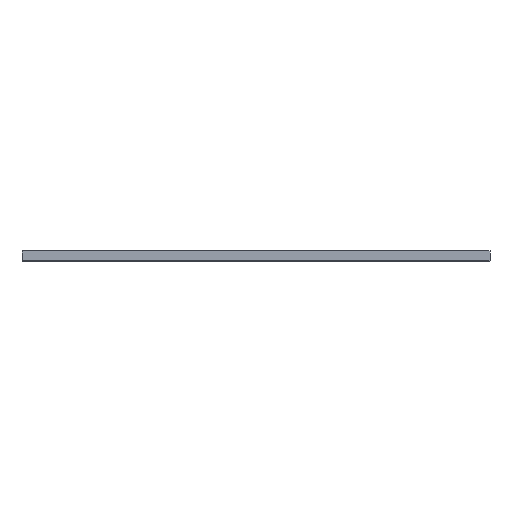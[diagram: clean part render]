
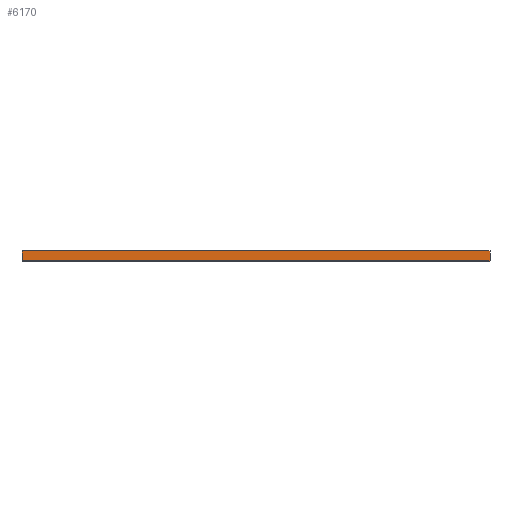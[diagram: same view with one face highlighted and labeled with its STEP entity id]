
A CAD part, top view. The second image highlights one B-rep face of the part: STEP entity #6170.
In plain terms, the highlighted planar face has unit normal (0, 0, 1).
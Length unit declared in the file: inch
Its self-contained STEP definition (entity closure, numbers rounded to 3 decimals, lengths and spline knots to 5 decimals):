
#55 = CARTESIAN_POINT ( 'NONE',  ( 11.8125, 0.5, 6.5 ) ) ;
#174 = VERTEX_POINT ( 'NONE', #7298 ) ;
#238 = ORIENTED_EDGE ( 'NONE', *, *, #12165, .F. ) ;
#479 = VECTOR ( 'NONE', #1454, 39.37008 ) ;
#813 = CARTESIAN_POINT ( 'NONE',  ( -11.8125, 0., 6.5 ) ) ;
#1100 = LINE ( 'NONE', #55, #5584 ) ;
#1438 = AXIS2_PLACEMENT_3D ( 'NONE', #12142, #6912, #9983 ) ;
#1454 = DIRECTION ( 'NONE',  ( 0., -1., 0. ) ) ;
#1799 = EDGE_LOOP ( 'NONE', ( #2285, #238, #10772, #8935 ) ) ;
#2285 = ORIENTED_EDGE ( 'NONE', *, *, #13329, .T. ) ;
#2686 = DIRECTION ( 'NONE',  ( 1., 0., 0. ) ) ;
#3242 = FACE_OUTER_BOUND ( 'NONE', #1799, .T. ) ;
#4945 = CARTESIAN_POINT ( 'NONE',  ( 11.8125, 0., 6.5 ) ) ;
#5582 = VERTEX_POINT ( 'NONE', #12251 ) ;
#5584 = VECTOR ( 'NONE', #8476, 39.37008 ) ;
#5795 = VECTOR ( 'NONE', #2686, 39.37008 ) ;
#6170 = ADVANCED_FACE ( 'NONE', ( #3242 ), #13267, .F. ) ;
#6731 = LINE ( 'NONE', #7832, #12973 ) ;
#6824 = CARTESIAN_POINT ( 'NONE',  ( -11.8125, 0.5, 6.5 ) ) ;
#6912 = DIRECTION ( 'NONE',  ( 0., 0., -1. ) ) ;
#7298 = CARTESIAN_POINT ( 'NONE',  ( -11.8125, 0.5, 6.5 ) ) ;
#7832 = CARTESIAN_POINT ( 'NONE',  ( -11.8125, 0., 6.5 ) ) ;
#7861 = LINE ( 'NONE', #6824, #479 ) ;
#8010 = EDGE_CURVE ( 'NONE', #174, #9731, #7861, .T. ) ;
#8476 = DIRECTION ( 'NONE',  ( 0., -1., 0. ) ) ;
#8885 = CARTESIAN_POINT ( 'NONE',  ( -11.8125, 0.5, 6.5 ) ) ;
#8935 = ORIENTED_EDGE ( 'NONE', *, *, #8010, .T. ) ;
#9408 = VERTEX_POINT ( 'NONE', #4945 ) ;
#9731 = VERTEX_POINT ( 'NONE', #813 ) ;
#9983 = DIRECTION ( 'NONE',  ( -1., 0., 0. ) ) ;
#10772 = ORIENTED_EDGE ( 'NONE', *, *, #11294, .F. ) ;
#11294 = EDGE_CURVE ( 'NONE', #174, #5582, #12371, .T. ) ;
#12084 = DIRECTION ( 'NONE',  ( 1., 0., 0. ) ) ;
#12142 = CARTESIAN_POINT ( 'NONE',  ( -11.8125, 0.5, 6.5 ) ) ;
#12165 = EDGE_CURVE ( 'NONE', #5582, #9408, #1100, .T. ) ;
#12251 = CARTESIAN_POINT ( 'NONE',  ( 11.8125, 0.5, 6.5 ) ) ;
#12371 = LINE ( 'NONE', #8885, #5795 ) ;
#12973 = VECTOR ( 'NONE', #12084, 39.37008 ) ;
#13267 = PLANE ( 'NONE',  #1438 ) ;
#13329 = EDGE_CURVE ( 'NONE', #9731, #9408, #6731, .T. ) ;
